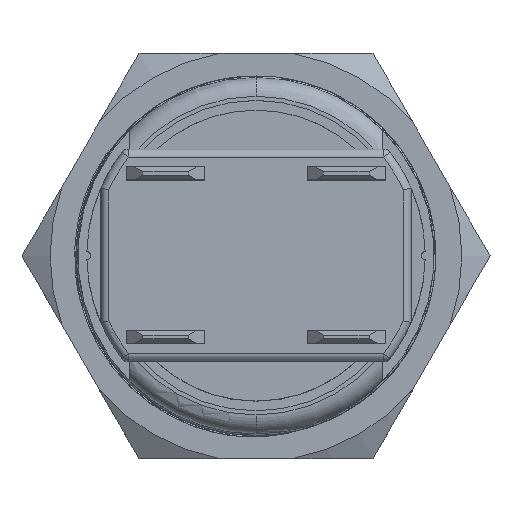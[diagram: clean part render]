
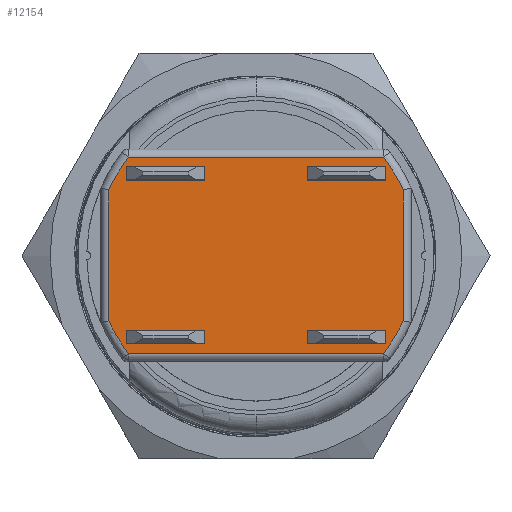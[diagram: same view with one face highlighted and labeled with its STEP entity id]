
A CAD part, top view. The second image highlights one B-rep face of the part: STEP entity #12154.
In plain terms, the highlighted face is planar.
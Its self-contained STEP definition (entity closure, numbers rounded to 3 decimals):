
#10194=DIRECTION('',(0.,0.,1.));
#10195=VECTOR('',#10194,4.8);
#10196=CARTESIAN_POINT('',(9.6,5.4,-7.925));
#10197=LINE('',#10196,#10195);
#10198=DIRECTION('',(0.,-1.,0.));
#10199=VECTOR('',#10198,0.8);
#10200=CARTESIAN_POINT('',(9.6,5.4,-3.125));
#10201=LINE('',#10200,#10199);
#10202=DIRECTION('',(0.,0.,-1.));
#10203=VECTOR('',#10202,4.8);
#10204=CARTESIAN_POINT('',(9.6,4.6,-3.125));
#10205=LINE('',#10204,#10203);
#10206=DIRECTION('',(0.,1.,0.));
#10207=VECTOR('',#10206,0.8);
#10208=CARTESIAN_POINT('',(9.6,4.6,-7.925));
#10209=LINE('',#10208,#10207);
#10210=DIRECTION('',(0.,1.,0.));
#10211=VECTOR('',#10210,0.8);
#10212=CARTESIAN_POINT('',(9.6,-5.4,-7.925));
#10213=LINE('',#10212,#10211);
#10214=DIRECTION('',(0.,0.,1.));
#10215=VECTOR('',#10214,4.8);
#10216=CARTESIAN_POINT('',(9.6,-4.6,-7.925));
#10217=LINE('',#10216,#10215);
#10218=DIRECTION('',(0.,-1.,0.));
#10219=VECTOR('',#10218,0.8);
#10220=CARTESIAN_POINT('',(9.6,-4.6,-3.125));
#10221=LINE('',#10220,#10219);
#10222=DIRECTION('',(0.,0.,-1.));
#10223=VECTOR('',#10222,4.8);
#10224=CARTESIAN_POINT('',(9.6,-5.4,-3.125));
#10225=LINE('',#10224,#10223);
#10226=DIRECTION('',(0.,-1.,0.));
#10227=VECTOR('',#10226,0.8);
#10228=CARTESIAN_POINT('',(9.6,5.4,7.925));
#10229=LINE('',#10228,#10227);
#10230=DIRECTION('',(0.,0.,-1.));
#10231=VECTOR('',#10230,4.8);
#10232=CARTESIAN_POINT('',(9.6,4.6,7.925));
#10233=LINE('',#10232,#10231);
#10234=DIRECTION('',(0.,1.,0.));
#10235=VECTOR('',#10234,0.8);
#10236=CARTESIAN_POINT('',(9.6,4.6,3.125));
#10237=LINE('',#10236,#10235);
#10238=DIRECTION('',(0.,0.,1.));
#10239=VECTOR('',#10238,4.8);
#10240=CARTESIAN_POINT('',(9.6,5.4,3.125));
#10241=LINE('',#10240,#10239);
#10242=DIRECTION('',(0.,0.,-1.));
#10243=VECTOR('',#10242,4.8);
#10244=CARTESIAN_POINT('',(9.6,-5.4,7.925));
#10245=LINE('',#10244,#10243);
#10246=DIRECTION('',(0.,1.,0.));
#10247=VECTOR('',#10246,0.8);
#10248=CARTESIAN_POINT('',(9.6,-5.4,3.125));
#10249=LINE('',#10248,#10247);
#10250=DIRECTION('',(0.,0.,1.));
#10251=VECTOR('',#10250,4.8);
#10252=CARTESIAN_POINT('',(9.6,-4.6,3.125));
#10253=LINE('',#10252,#10251);
#10254=DIRECTION('',(0.,-1.,0.));
#10255=VECTOR('',#10254,0.8);
#10256=CARTESIAN_POINT('',(9.6,-4.6,7.925));
#10257=LINE('',#10256,#10255);
#10258=CARTESIAN_POINT('',(9.6,0.,0.));
#10259=DIRECTION('',(1.,0.,0.));
#10260=DIRECTION('',(0.,0.406,-0.914));
#10261=AXIS2_PLACEMENT_3D('',#10258,#10259,#10260);
#10263=DIRECTION('',(0.,1.,0.));
#10264=VECTOR('',#10263,8.006);
#10265=CARTESIAN_POINT('',(9.6,-4.003,-9.));
#10266=LINE('',#10265,#10264);
#10267=CARTESIAN_POINT('',(9.6,0.,0.));
#10268=DIRECTION('',(1.,0.,0.));
#10269=DIRECTION('',(0.,-0.609,-0.793));
#10270=AXIS2_PLACEMENT_3D('',#10267,#10268,#10269);
#10272=DIRECTION('',(0.,0.,-1.));
#10273=VECTOR('',#10272,15.625);
#10274=CARTESIAN_POINT('',(9.6,-5.999,7.812));
#10275=LINE('',#10274,#10273);
#10276=CARTESIAN_POINT('',(9.6,0.,0.));
#10277=DIRECTION('',(1.,0.,0.));
#10278=DIRECTION('',(0.,-0.406,0.914));
#10279=AXIS2_PLACEMENT_3D('',#10276,#10277,#10278);
#10281=DIRECTION('',(0.,-1.,0.));
#10282=VECTOR('',#10281,8.006);
#10283=CARTESIAN_POINT('',(9.6,4.003,9.));
#10284=LINE('',#10283,#10282);
#10285=CARTESIAN_POINT('',(9.6,0.,0.));
#10286=DIRECTION('',(1.,0.,0.));
#10287=DIRECTION('',(0.,0.609,0.793));
#10288=AXIS2_PLACEMENT_3D('',#10285,#10286,#10287);
#10290=DIRECTION('',(0.,0.,1.));
#10291=VECTOR('',#10290,15.622);
#10292=CARTESIAN_POINT('',(9.6,6.001,-7.811));
#10293=LINE('',#10292,#10291);
#10836=CARTESIAN_POINT('',(9.6,5.4,-7.925));
#10837=CARTESIAN_POINT('',(9.6,5.4,-3.125));
#10838=VERTEX_POINT('',#10836);
#10839=VERTEX_POINT('',#10837);
#10840=CARTESIAN_POINT('',(9.6,4.6,-3.125));
#10841=VERTEX_POINT('',#10840);
#10842=CARTESIAN_POINT('',(9.6,4.6,-7.925));
#10843=VERTEX_POINT('',#10842);
#10844=CARTESIAN_POINT('',(9.6,-5.4,-7.925));
#10845=CARTESIAN_POINT('',(9.6,-4.6,-7.925));
#10846=VERTEX_POINT('',#10844);
#10847=VERTEX_POINT('',#10845);
#10848=CARTESIAN_POINT('',(9.6,-4.6,-3.125));
#10849=VERTEX_POINT('',#10848);
#10850=CARTESIAN_POINT('',(9.6,-5.4,-3.125));
#10851=VERTEX_POINT('',#10850);
#10852=CARTESIAN_POINT('',(9.6,5.4,7.925));
#10853=CARTESIAN_POINT('',(9.6,4.6,7.925));
#10854=VERTEX_POINT('',#10852);
#10855=VERTEX_POINT('',#10853);
#10856=CARTESIAN_POINT('',(9.6,4.6,3.125));
#10857=VERTEX_POINT('',#10856);
#10858=CARTESIAN_POINT('',(9.6,5.4,3.125));
#10859=VERTEX_POINT('',#10858);
#10860=CARTESIAN_POINT('',(9.6,-5.4,7.925));
#10861=CARTESIAN_POINT('',(9.6,-5.4,3.125));
#10862=VERTEX_POINT('',#10860);
#10863=VERTEX_POINT('',#10861);
#10864=CARTESIAN_POINT('',(9.6,-4.6,3.125));
#10865=VERTEX_POINT('',#10864);
#10866=CARTESIAN_POINT('',(9.6,-4.6,7.925));
#10867=VERTEX_POINT('',#10866);
#11040=CARTESIAN_POINT('',(9.6,-4.003,-9.));
#11041=CARTESIAN_POINT('',(9.6,4.003,-9.));
#11042=VERTEX_POINT('',#11040);
#11043=VERTEX_POINT('',#11041);
#11048=CARTESIAN_POINT('',(9.6,4.003,9.));
#11049=CARTESIAN_POINT('',(9.6,-4.003,9.));
#11050=VERTEX_POINT('',#11048);
#11051=VERTEX_POINT('',#11049);
#11053=CARTESIAN_POINT('',(9.6,6.001,7.811));
#11055=VERTEX_POINT('',#11053);
#11063=CARTESIAN_POINT('',(9.6,-5.999,7.812));
#11065=VERTEX_POINT('',#11063);
#11073=CARTESIAN_POINT('',(9.6,-5.999,-7.812));
#11075=VERTEX_POINT('',#11073);
#11083=CARTESIAN_POINT('',(9.6,6.001,-7.811));
#11085=VERTEX_POINT('',#11083);
#12099=CARTESIAN_POINT('',(9.6,0.,0.));
#12100=DIRECTION('',(1.,0.,0.));
#12101=DIRECTION('',(0.,-1.,0.));
#12102=AXIS2_PLACEMENT_3D('',#12099,#12100,#12101);
#12103=PLANE('',#12102);
#12104=ORIENTED_EDGE('',*,*,#11697,.F.);
#12105=ORIENTED_EDGE('',*,*,#11718,.F.);
#12106=ORIENTED_EDGE('',*,*,#12006,.F.);
#12107=ORIENTED_EDGE('',*,*,#12046,.F.);
#12108=ORIENTED_EDGE('',*,*,#12087,.F.);
#12109=ORIENTED_EDGE('',*,*,#11574,.F.);
#12110=ORIENTED_EDGE('',*,*,#11595,.F.);
#12111=ORIENTED_EDGE('',*,*,#11657,.F.);
#12112=EDGE_LOOP('',(#12104,#12105,#12106,#12107,#12108,#12109,#12110,#12111));
#12113=FACE_OUTER_BOUND('',#12112,.F.);
#12115=ORIENTED_EDGE('',*,*,#12114,.T.);
#12117=ORIENTED_EDGE('',*,*,#12116,.T.);
#12119=ORIENTED_EDGE('',*,*,#12118,.T.);
#12121=ORIENTED_EDGE('',*,*,#12120,.T.);
#12122=EDGE_LOOP('',(#12115,#12117,#12119,#12121));
#12123=FACE_BOUND('',#12122,.F.);
#12125=ORIENTED_EDGE('',*,*,#12124,.T.);
#12127=ORIENTED_EDGE('',*,*,#12126,.T.);
#12129=ORIENTED_EDGE('',*,*,#12128,.T.);
#12131=ORIENTED_EDGE('',*,*,#12130,.T.);
#12132=EDGE_LOOP('',(#12125,#12127,#12129,#12131));
#12133=FACE_BOUND('',#12132,.F.);
#12135=ORIENTED_EDGE('',*,*,#12134,.T.);
#12137=ORIENTED_EDGE('',*,*,#12136,.T.);
#12139=ORIENTED_EDGE('',*,*,#12138,.T.);
#12141=ORIENTED_EDGE('',*,*,#12140,.T.);
#12142=EDGE_LOOP('',(#12135,#12137,#12139,#12141));
#12143=FACE_BOUND('',#12142,.F.);
#12145=ORIENTED_EDGE('',*,*,#12144,.T.);
#12147=ORIENTED_EDGE('',*,*,#12146,.T.);
#12149=ORIENTED_EDGE('',*,*,#12148,.T.);
#12151=ORIENTED_EDGE('',*,*,#12150,.T.);
#12152=EDGE_LOOP('',(#12145,#12147,#12149,#12151));
#12153=FACE_BOUND('',#12152,.F.);
#12154=ADVANCED_FACE('',(#12113,#12123,#12133,#12143,#12153),#12103,.T.);
#10262=CIRCLE('',#10261,9.85);
#10271=CIRCLE('',#10270,9.85);
#10280=CIRCLE('',#10279,9.85);
#10289=CIRCLE('',#10288,9.85);
#11574=EDGE_CURVE('',#11050,#11051,#10284,.T.);
#11595=EDGE_CURVE('',#11055,#11050,#10289,.T.);
#11657=EDGE_CURVE('',#11085,#11055,#10293,.T.);
#11697=EDGE_CURVE('',#11043,#11085,#10262,.T.);
#11718=EDGE_CURVE('',#11042,#11043,#10266,.T.);
#12006=EDGE_CURVE('',#11075,#11042,#10271,.T.);
#12046=EDGE_CURVE('',#11065,#11075,#10275,.T.);
#12087=EDGE_CURVE('',#11051,#11065,#10280,.T.);
#12114=EDGE_CURVE('',#10846,#10847,#10213,.T.);
#12116=EDGE_CURVE('',#10847,#10849,#10217,.T.);
#12118=EDGE_CURVE('',#10849,#10851,#10221,.T.);
#12120=EDGE_CURVE('',#10851,#10846,#10225,.T.);
#12124=EDGE_CURVE('',#10854,#10855,#10229,.T.);
#12126=EDGE_CURVE('',#10855,#10857,#10233,.T.);
#12128=EDGE_CURVE('',#10857,#10859,#10237,.T.);
#12130=EDGE_CURVE('',#10859,#10854,#10241,.T.);
#12134=EDGE_CURVE('',#10862,#10863,#10245,.T.);
#12136=EDGE_CURVE('',#10863,#10865,#10249,.T.);
#12138=EDGE_CURVE('',#10865,#10867,#10253,.T.);
#12140=EDGE_CURVE('',#10867,#10862,#10257,.T.);
#12144=EDGE_CURVE('',#10838,#10839,#10197,.T.);
#12146=EDGE_CURVE('',#10839,#10841,#10201,.T.);
#12148=EDGE_CURVE('',#10841,#10843,#10205,.T.);
#12150=EDGE_CURVE('',#10843,#10838,#10209,.T.);
